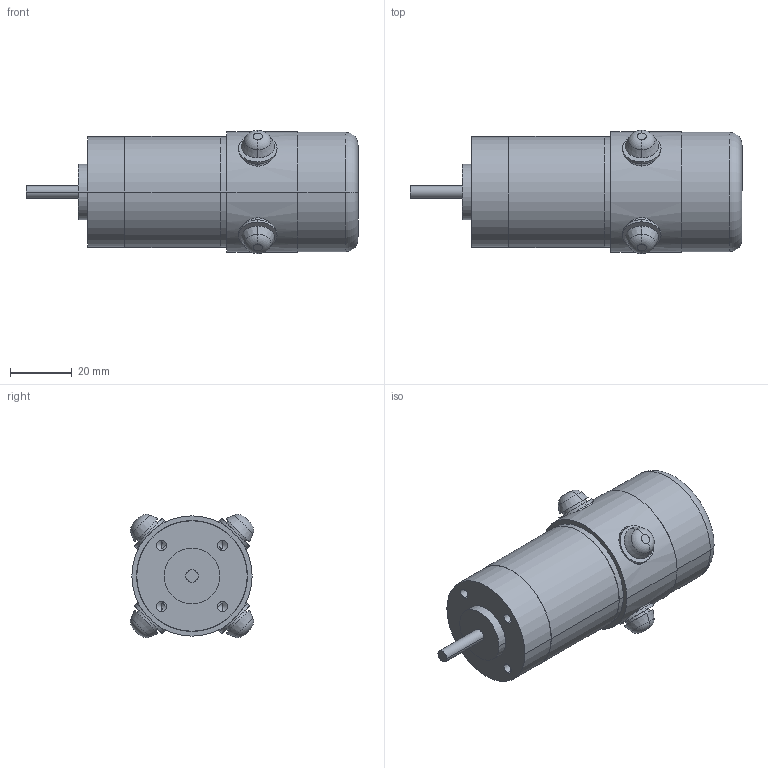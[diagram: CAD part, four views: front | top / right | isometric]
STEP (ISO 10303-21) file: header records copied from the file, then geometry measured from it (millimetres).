
FILE_DESCRIPTION (( 'STEP AP203' ), '1' );
FILE_NAME ('Moteur Parvex RS120G_Défaut_sldprt.STEP', '2017-12-12T20:32:18', ( '' ), ( '' ), 'SwSTEP 2.0', 'SolidWorks 2016', '' );
FILE_SCHEMA (( 'CONFIG_CONTROL_DESIGN' ));
Length unit declared in the file: millimetre
Products named in the file (1): Moteur Parvex RS120G_Défaut_sldprt
Bounding box: 107.6 x 39.95 x 39.95 mm (x, y, z)
Volume: 57878.7 mm3; surface area: 21178.1 mm2
Topology: 1 solids, 1 shells, 103 faces, 246 edges, 154 vertices
Faces by surface type: cylinder 42, cone 28, plane 23, torus 10
Entity records: 3425 total; most frequent: CARTESIAN_POINT 908, DIRECTION 558, ORIENTED_EDGE 476, AXIS2_PLACEMENT_3D 244, EDGE_CURVE 238, VERTEX_POINT 154, CIRCLE 140, EDGE_LOOP 126
